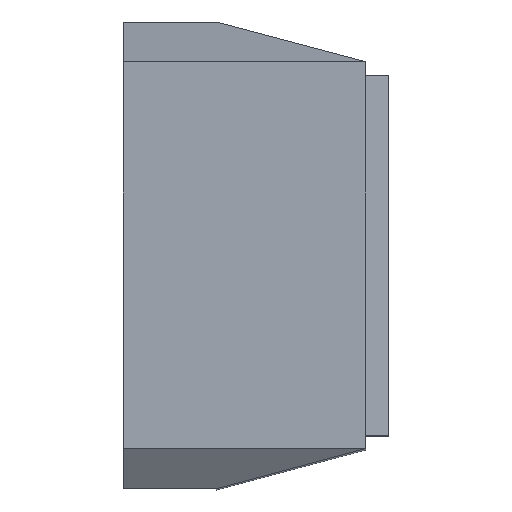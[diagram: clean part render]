
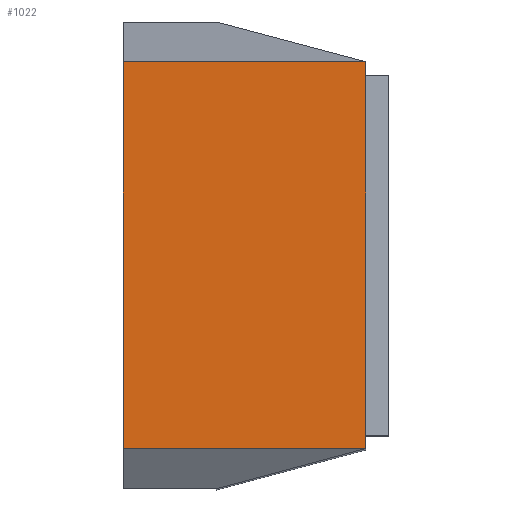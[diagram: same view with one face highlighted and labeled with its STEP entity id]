
A CAD part, top view. The second image highlights one B-rep face of the part: STEP entity #1022.
In plain terms, the highlighted planar face has unit normal (0, 0, 1).
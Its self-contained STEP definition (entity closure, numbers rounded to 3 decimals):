
#163 = CARTESIAN_POINT ( 'NONE',  ( 0., -41.464, 2. ) ) ;
#187 = EDGE_LOOP ( 'NONE', ( #892, #1972, #1586, #862 ) ) ;
#268 = EDGE_CURVE ( 'NONE', #778, #1184, #429, .T. ) ;
#316 = LINE ( 'NONE', #1175, #1950 ) ;
#335 = VECTOR ( 'NONE', #841, 1000. ) ;
#355 = AXIS2_PLACEMENT_3D ( 'NONE', #1434, #1740, #1954 ) ;
#429 = LINE ( 'NONE', #775, #579 ) ;
#519 = CARTESIAN_POINT ( 'NONE',  ( 0., 41.464, 2. ) ) ;
#579 = VECTOR ( 'NONE', #1812, 1000. ) ;
#726 = FACE_OUTER_BOUND ( 'NONE', #187, .T. ) ;
#775 = CARTESIAN_POINT ( 'NONE',  ( 52., -41.464, 2. ) ) ;
#778 = VERTEX_POINT ( 'NONE', #1105 ) ;
#841 = DIRECTION ( 'NONE',  ( 0., -1., 0. ) ) ;
#862 = ORIENTED_EDGE ( 'NONE', *, *, #1754, .T. ) ;
#892 = ORIENTED_EDGE ( 'NONE', *, *, #1273, .T. ) ;
#1012 = LINE ( 'NONE', #163, #335 ) ;
#1016 = CARTESIAN_POINT ( 'NONE',  ( 0., 41.464, 2. ) ) ;
#1022 = ADVANCED_FACE ( 'NONE', ( #726 ), #1422, .T. ) ;
#1024 = VERTEX_POINT ( 'NONE', #1588 ) ;
#1105 = CARTESIAN_POINT ( 'NONE',  ( 52., -41.464, 2. ) ) ;
#1175 = CARTESIAN_POINT ( 'NONE',  ( 0., -41.464, 2. ) ) ;
#1184 = VERTEX_POINT ( 'NONE', #2165 ) ;
#1192 = DIRECTION ( 'NONE',  ( 1., 0., 0. ) ) ;
#1273 = EDGE_CURVE ( 'NONE', #1024, #778, #316, .T. ) ;
#1296 = VERTEX_POINT ( 'NONE', #1016 ) ;
#1349 = EDGE_CURVE ( 'NONE', #1296, #1184, #2052, .T. ) ;
#1422 = PLANE ( 'NONE',  #355 ) ;
#1434 = CARTESIAN_POINT ( 'NONE',  ( 0., -41.464, 2. ) ) ;
#1586 = ORIENTED_EDGE ( 'NONE', *, *, #1349, .F. ) ;
#1588 = CARTESIAN_POINT ( 'NONE',  ( 0., -41.464, 2. ) ) ;
#1740 = DIRECTION ( 'NONE',  ( 0., 0., 1. ) ) ;
#1754 = EDGE_CURVE ( 'NONE', #1296, #1024, #1012, .T. ) ;
#1775 = VECTOR ( 'NONE', #2028, 1000. ) ;
#1812 = DIRECTION ( 'NONE',  ( 0., 1., 0. ) ) ;
#1950 = VECTOR ( 'NONE', #1192, 1000. ) ;
#1954 = DIRECTION ( 'NONE',  ( 0., -1., 0. ) ) ;
#1972 = ORIENTED_EDGE ( 'NONE', *, *, #268, .T. ) ;
#2028 = DIRECTION ( 'NONE',  ( 1., 0., 0. ) ) ;
#2052 = LINE ( 'NONE', #519, #1775 ) ;
#2165 = CARTESIAN_POINT ( 'NONE',  ( 52., 41.464, 2. ) ) ;
